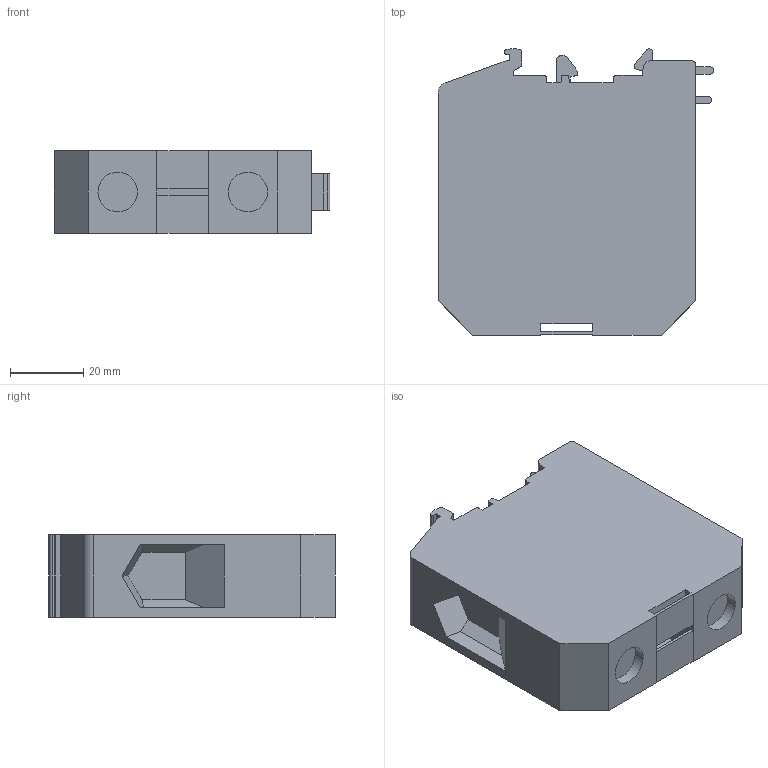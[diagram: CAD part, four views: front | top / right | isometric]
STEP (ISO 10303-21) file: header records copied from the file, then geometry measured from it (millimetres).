
FILE_DESCRIPTION(('STEP AP203'), '1');
FILE_NAME('MTI-70BL', '2024-07-22T13:04:20', (' '), (' '), 'C3D Converter', 'C3D Toolkit', '');
FILE_SCHEMA(('CONFIG_CONTROL_DESIGN'));
Length unit declared in the file: millimetre
Bounding box: 75.45 x 78.3 x 22.5 mm (x, y, z)
Volume: 103402.6 mm3; surface area: 19531.4 mm2
Topology: 1 solids, 1 shells, 106 faces, 300 edges, 200 vertices
Faces by surface type: plane 82, cylinder 24
Full cylindrical faces by diameter (mm): 10.8 x2
Entity records: 3445 total; most frequent: CARTESIAN_POINT 605, ORIENTED_EDGE 596, DIRECTION 560, EDGE_CURVE 298, LINE 250, VECTOR 250, VERTEX_POINT 200, AXIS2_PLACEMENT_3D 155
